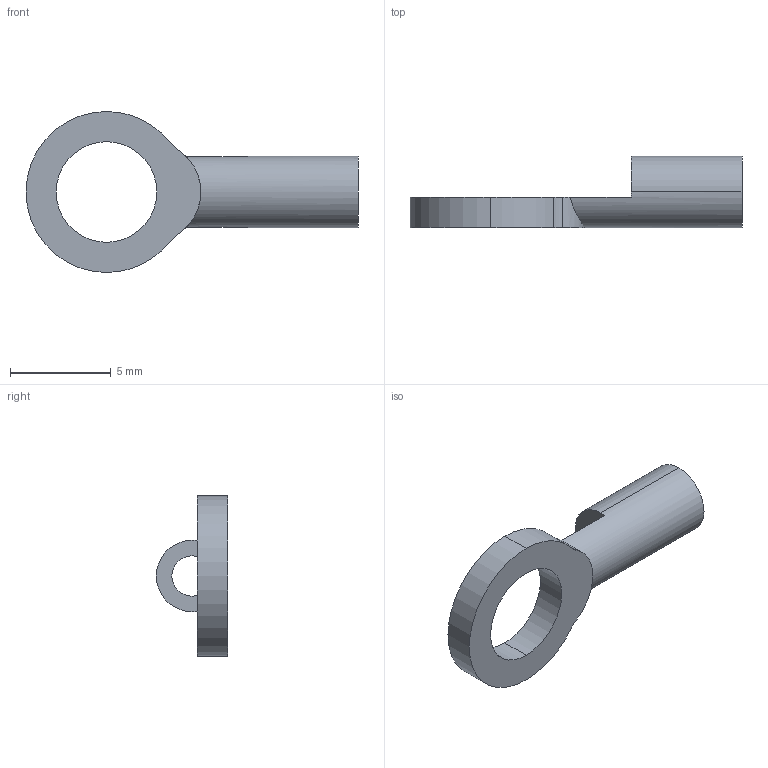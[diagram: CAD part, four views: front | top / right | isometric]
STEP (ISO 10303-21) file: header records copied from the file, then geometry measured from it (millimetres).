
FILE_DESCRIPTION (( 'STEP AP214' ), '1' );
FILE_NAME ('Ring_contact.STEP', '2022-09-05T06:40:28', ( '' ), ( '' ), 'SwSTEP 2.0', 'SolidWorks 2017', '' );
FILE_SCHEMA (( 'AUTOMOTIVE_DESIGN' ));
Length unit declared in the file: millimetre
Products named in the file (1): Ring_contact
Bounding box: 16.5 x 3.54 x 8 mm (x, y, z)
Volume: 93.7 mm3; surface area: 254.9 mm2
Topology: 1 solids, 1 shells, 20 faces, 56 edges, 37 vertices
Faces by surface type: cylinder 13, plane 7
Entity records: 725 total; most frequent: CARTESIAN_POINT 138, DIRECTION 127, ORIENTED_EDGE 112, EDGE_CURVE 56, AXIS2_PLACEMENT_3D 52, VERTEX_POINT 37, CIRCLE 31, VECTOR 23
